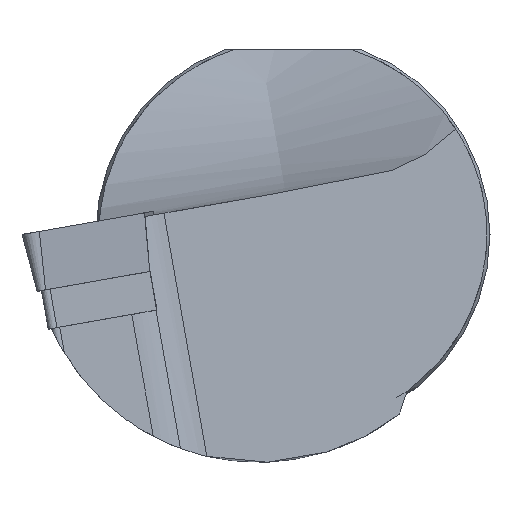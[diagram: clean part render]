
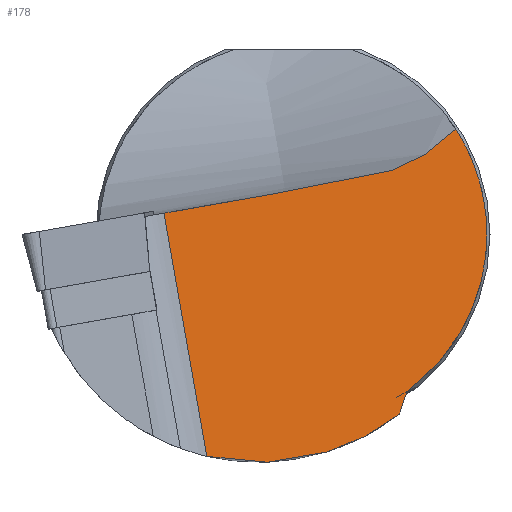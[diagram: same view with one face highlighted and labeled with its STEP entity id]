
A CAD part, left-side view. The second image highlights one B-rep face of the part: STEP entity #178.
In plain terms, the highlighted planar face has unit normal (-0.616, -0.776, 0.137).
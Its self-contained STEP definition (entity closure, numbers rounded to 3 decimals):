
#134=B_SPLINE_CURVE_WITH_KNOTS('',3,(#1225,#1226,#1227,#1228),
 .UNSPECIFIED.,.F.,.F.,(4,4),(0.,1.),.UNSPECIFIED.);
#144=B_SPLINE_CURVE_WITH_KNOTS('',3,(#1320,#1321,#1322,#1323,#1324,#1325,
#1326,#1327,#1328,#1329),.UNSPECIFIED.,.F.,.F.,(4,2,2,2,4),(0.,0.25,0.375,
0.5,1.),.UNSPECIFIED.);
#153=ELLIPSE('',#861,25.556,15.75);
#155=ELLIPSE('',#882,30.018,18.5);
#178=ADVANCED_FACE('',(#245),#213,.F.);
#213=PLANE('',#883);
#245=FACE_OUTER_BOUND('',#289,.T.);
#289=EDGE_LOOP('',(#427,#428,#429,#430,#431));
#427=ORIENTED_EDGE('',*,*,#664,.T.);
#428=ORIENTED_EDGE('',*,*,#652,.T.);
#429=ORIENTED_EDGE('',*,*,#684,.T.);
#430=ORIENTED_EDGE('',*,*,#688,.F.);
#431=ORIENTED_EDGE('',*,*,#689,.T.);
#576=VERTEX_POINT('',#1174);
#577=VERTEX_POINT('',#1175);
#586=VERTEX_POINT('',#1215);
#599=VERTEX_POINT('',#1319);
#602=VERTEX_POINT('',#1605);
#652=EDGE_CURVE('',#576,#577,#153,.T.);
#664=EDGE_CURVE('',#586,#576,#134,.T.);
#684=EDGE_CURVE('',#577,#599,#144,.T.);
#688=EDGE_CURVE('',#602,#599,#764,.T.);
#689=EDGE_CURVE('',#602,#586,#155,.T.);
#764=LINE('',#1604,#819);
#819=VECTOR('',#1012,1.);
#861=AXIS2_PLACEMENT_3D('',#1173,#963,#964);
#882=AXIS2_PLACEMENT_3D('',#1606,#1013,#1014);
#883=AXIS2_PLACEMENT_3D('',#1607,#1015,#1016);
#963=DIRECTION('',(-0.616,-0.776,0.137));
#964=DIRECTION('',(-0.788,0.607,-0.107));
#1012=DIRECTION('',(0.,0.174,0.985));
#1013=DIRECTION('',(-0.616,-0.776,0.137));
#1014=DIRECTION('',(-0.788,0.607,-0.107));
#1015=DIRECTION('',(0.616,0.776,-0.137));
#1016=DIRECTION('',(0.783,-0.622,0.));
#1173=CARTESIAN_POINT('',(26.163,0.,0.));
#1174=CARTESIAN_POINT('',(35.,-9.268,-12.735));
#1175=CARTESIAN_POINT('',(44.704,-13.226,8.552));
#1215=CARTESIAN_POINT('',(33.804,-8.643,-14.576));
#1225=CARTESIAN_POINT('',(33.804,-8.643,-14.576));
#1226=CARTESIAN_POINT('',(34.212,-8.86,-13.973));
#1227=CARTESIAN_POINT('',(34.611,-9.069,-13.36));
#1228=CARTESIAN_POINT('',(35.,-9.268,-12.735));
#1319=CARTESIAN_POINT('',(13.372,10.47,1.731));
#1320=CARTESIAN_POINT('',(44.704,-13.226,8.552));
#1321=CARTESIAN_POINT('',(42.315,-11.623,6.874));
#1322=CARTESIAN_POINT('',(39.699,-9.742,5.753));
#1323=CARTESIAN_POINT('',(35.775,-6.795,4.778));
#1324=CARTESIAN_POINT('',(34.457,-5.782,4.591));
#1325=CARTESIAN_POINT('',(31.821,-3.748,4.243));
#1326=CARTESIAN_POINT('',(30.504,-2.734,4.059));
#1327=CARTESIAN_POINT('',(23.914,2.345,3.166));
#1328=CARTESIAN_POINT('',(18.643,6.407,2.448));
#1329=CARTESIAN_POINT('',(13.372,10.47,1.731));
#1604=CARTESIAN_POINT('',(13.372,81.687,405.626));
#1605=CARTESIAN_POINT('',(13.372,6.989,-18.008));
#1606=CARTESIAN_POINT('',(22.702,2.75,0.));
#1607=CARTESIAN_POINT('',(13.372,81.687,405.626));
